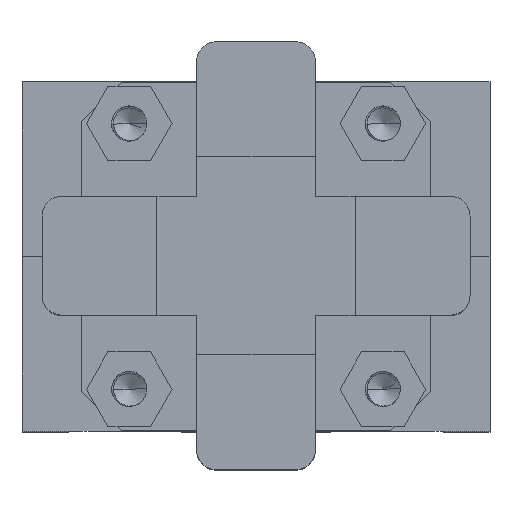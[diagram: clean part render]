
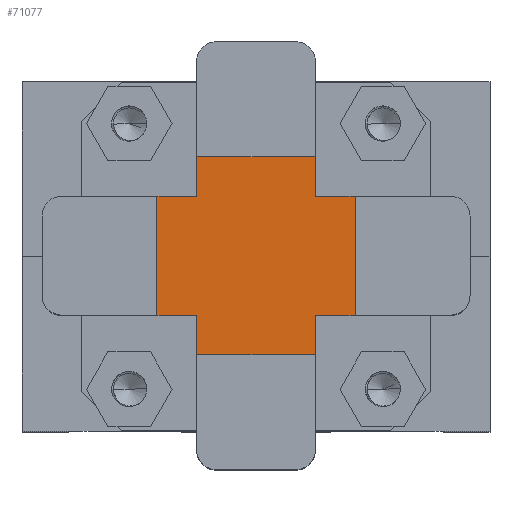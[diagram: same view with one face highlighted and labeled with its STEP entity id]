
A CAD part, top view. The second image highlights one B-rep face of the part: STEP entity #71077.
In plain terms, the highlighted planar face has unit normal (0, 0, 1).
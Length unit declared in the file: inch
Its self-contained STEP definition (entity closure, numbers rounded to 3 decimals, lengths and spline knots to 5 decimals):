
#373 = EDGE_CURVE ( 'NONE', #49904, #7398, #899, .T. ) ;
#899 = LINE ( 'NONE', #58802, #88959 ) ;
#2067 = EDGE_CURVE ( 'NONE', #55118, #26767, #38205, .T. ) ;
#5861 = EDGE_CURVE ( 'NONE', #93913, #101372, #37272, .T. ) ;
#6317 = CARTESIAN_POINT ( 'NONE',  ( -0.139, 0.12968, 2.95165 ) ) ;
#6702 = ORIENTED_EDGE ( 'NONE', *, *, #2067, .F. ) ;
#6907 = ORIENTED_EDGE ( 'NONE', *, *, #26838, .F. ) ;
#6951 = VERTEX_POINT ( 'NONE', #73130 ) ;
#7175 = FACE_OUTER_BOUND ( 'NONE', #75675, .T. ) ;
#7398 = VERTEX_POINT ( 'NONE', #55877 ) ;
#8304 = ORIENTED_EDGE ( 'NONE', *, *, #66432, .T. ) ;
#9557 = EDGE_CURVE ( 'NONE', #11841, #54725, #59887, .T. ) ;
#10123 = DIRECTION ( 'NONE',  ( 0., 1., 0. ) ) ;
#10279 = CARTESIAN_POINT ( 'NONE',  ( -0.439, -0.37032, 2.95165 ) ) ;
#11841 = VERTEX_POINT ( 'NONE', #104417 ) ;
#13667 = VECTOR ( 'NONE', #97094, 39.37008 ) ;
#14876 = DIRECTION ( 'NONE',  ( 1., 0., 0. ) ) ;
#15971 = VECTOR ( 'NONE', #84189, 39.37008 ) ;
#16617 = ORIENTED_EDGE ( 'NONE', *, *, #62568, .F. ) ;
#17222 = VECTOR ( 'NONE', #86530, 39.37008 ) ;
#18985 = CARTESIAN_POINT ( 'NONE',  ( -0.039, 0.02968, 2.95165 ) ) ;
#19801 = CARTESIAN_POINT ( 'NONE',  ( -0.439, -0.37032, 2.95165 ) ) ;
#22060 = EDGE_CURVE ( 'NONE', #6951, #7398, #45352, .T. ) ;
#23336 = VECTOR ( 'NONE', #47414, 39.37008 ) ;
#23841 = VECTOR ( 'NONE', #94998, 39.37008 ) ;
#26767 = VERTEX_POINT ( 'NONE', #56333 ) ;
#26838 = EDGE_CURVE ( 'NONE', #6951, #101372, #43748, .T. ) ;
#31759 = VECTOR ( 'NONE', #14876, 39.37008 ) ;
#34093 = VECTOR ( 'NONE', #69659, 39.37008 ) ;
#35707 = CARTESIAN_POINT ( 'NONE',  ( -0.039, -0.27032, 2.95165 ) ) ;
#36761 = DIRECTION ( 'NONE',  ( 1., 0., 0. ) ) ;
#37272 = LINE ( 'NONE', #87519, #23841 ) ;
#38205 = LINE ( 'NONE', #74159, #58288 ) ;
#40078 = ORIENTED_EDGE ( 'NONE', *, *, #22060, .T. ) ;
#40280 = CARTESIAN_POINT ( 'NONE',  ( -0.539, 0.02968, 2.95165 ) ) ;
#41771 = ORIENTED_EDGE ( 'NONE', *, *, #5861, .T. ) ;
#43748 = LINE ( 'NONE', #91279, #63830 ) ;
#45211 = ORIENTED_EDGE ( 'NONE', *, *, #91708, .T. ) ;
#45352 = LINE ( 'NONE', #66727, #15971 ) ;
#45881 = VERTEX_POINT ( 'NONE', #18985 ) ;
#47414 = DIRECTION ( 'NONE',  ( 0., -1., 0. ) ) ;
#47721 = DIRECTION ( 'NONE',  ( -1., 0., 0. ) ) ;
#48163 = EDGE_CURVE ( 'NONE', #11841, #49904, #101637, .T. ) ;
#49904 = VERTEX_POINT ( 'NONE', #40280 ) ;
#50055 = ORIENTED_EDGE ( 'NONE', *, *, #64046, .F. ) ;
#50131 = EDGE_CURVE ( 'NONE', #45881, #55118, #108887, .T. ) ;
#54725 = VERTEX_POINT ( 'NONE', #107101 ) ;
#55118 = VERTEX_POINT ( 'NONE', #70755 ) ;
#55877 = CARTESIAN_POINT ( 'NONE',  ( -0.439, 0.02968, 2.95165 ) ) ;
#56333 = CARTESIAN_POINT ( 'NONE',  ( -0.139, -0.27032, 2.95165 ) ) ;
#57094 = CARTESIAN_POINT ( 'NONE',  ( -0.139, -0.37032, 2.95165 ) ) ;
#58288 = VECTOR ( 'NONE', #47721, 39.37008 ) ;
#58802 = CARTESIAN_POINT ( 'NONE',  ( -0.539, 0.02968, 2.95165 ) ) ;
#59887 = LINE ( 'NONE', #100034, #31759 ) ;
#61850 = DIRECTION ( 'NONE',  ( 0., 0., 1. ) ) ;
#62568 = EDGE_CURVE ( 'NONE', #96840, #54725, #82174, .T. ) ;
#62948 = CARTESIAN_POINT ( 'NONE',  ( -0.289, -0.12032, 2.95165 ) ) ;
#63830 = VECTOR ( 'NONE', #81605, 39.37008 ) ;
#64046 = EDGE_CURVE ( 'NONE', #102841, #96840, #87076, .T. ) ;
#66188 = VECTOR ( 'NONE', #77781, 39.37008 ) ;
#66432 = EDGE_CURVE ( 'NONE', #45881, #93913, #87540, .T. ) ;
#66727 = CARTESIAN_POINT ( 'NONE',  ( -0.439, -0.27032, 2.95165 ) ) ;
#68276 = VECTOR ( 'NONE', #10123, 39.37008 ) ;
#69659 = DIRECTION ( 'NONE',  ( -1., 0., 0. ) ) ;
#70755 = CARTESIAN_POINT ( 'NONE',  ( -0.039, -0.27032, 2.95165 ) ) ;
#71077 = ADVANCED_FACE ( 'NONE', ( #7175 ), #104740, .T. ) ;
#73130 = CARTESIAN_POINT ( 'NONE',  ( -0.439, 0.12968, 2.95165 ) ) ;
#74116 = ORIENTED_EDGE ( 'NONE', *, *, #9557, .T. ) ;
#74159 = CARTESIAN_POINT ( 'NONE',  ( -0.039, -0.27032, 2.95165 ) ) ;
#74177 = ORIENTED_EDGE ( 'NONE', *, *, #48163, .F. ) ;
#75675 = EDGE_LOOP ( 'NONE', ( #40078, #99290, #74177, #74116, #16617, #50055, #45211, #6702, #96986, #8304, #41771, #6907 ) ) ;
#76601 = DIRECTION ( 'NONE',  ( 1., 0., 0. ) ) ;
#77606 = CARTESIAN_POINT ( 'NONE',  ( -0.539, 0.02968, 2.95165 ) ) ;
#77781 = DIRECTION ( 'NONE',  ( 0., 1., 0. ) ) ;
#81605 = DIRECTION ( 'NONE',  ( 1., 0., 0. ) ) ;
#82174 = LINE ( 'NONE', #10279, #66188 ) ;
#84189 = DIRECTION ( 'NONE',  ( 0., -1., 0. ) ) ;
#85261 = CARTESIAN_POINT ( 'NONE',  ( -0.439, -0.37032, 2.95165 ) ) ;
#85930 = CARTESIAN_POINT ( 'NONE',  ( -0.139, 0.02968, 2.95165 ) ) ;
#86530 = DIRECTION ( 'NONE',  ( 0., 1., 0. ) ) ;
#86757 = CARTESIAN_POINT ( 'NONE',  ( -0.039, 0.02968, 2.95165 ) ) ;
#87076 = LINE ( 'NONE', #19801, #13667 ) ;
#87519 = CARTESIAN_POINT ( 'NONE',  ( -0.139, -0.27032, 2.95165 ) ) ;
#87540 = LINE ( 'NONE', #86757, #34093 ) ;
#87980 = LINE ( 'NONE', #95497, #17222 ) ;
#88959 = VECTOR ( 'NONE', #76601, 39.37008 ) ;
#91279 = CARTESIAN_POINT ( 'NONE',  ( -0.139, 0.12968, 2.95165 ) ) ;
#91708 = EDGE_CURVE ( 'NONE', #102841, #26767, #87980, .T. ) ;
#93913 = VERTEX_POINT ( 'NONE', #85930 ) ;
#94998 = DIRECTION ( 'NONE',  ( 0., 1., 0. ) ) ;
#95497 = CARTESIAN_POINT ( 'NONE',  ( -0.139, -0.27032, 2.95165 ) ) ;
#96840 = VERTEX_POINT ( 'NONE', #85261 ) ;
#96986 = ORIENTED_EDGE ( 'NONE', *, *, #50131, .F. ) ;
#97094 = DIRECTION ( 'NONE',  ( -1., 0., 0. ) ) ;
#99290 = ORIENTED_EDGE ( 'NONE', *, *, #373, .F. ) ;
#99496 = AXIS2_PLACEMENT_3D ( 'NONE', #62948, #61850, #36761 ) ;
#100034 = CARTESIAN_POINT ( 'NONE',  ( -0.139, -0.27032, 2.95165 ) ) ;
#101372 = VERTEX_POINT ( 'NONE', #6317 ) ;
#101637 = LINE ( 'NONE', #77606, #68276 ) ;
#102841 = VERTEX_POINT ( 'NONE', #57094 ) ;
#104417 = CARTESIAN_POINT ( 'NONE',  ( -0.539, -0.27032, 2.95165 ) ) ;
#104740 = PLANE ( 'NONE',  #99496 ) ;
#107101 = CARTESIAN_POINT ( 'NONE',  ( -0.439, -0.27032, 2.95165 ) ) ;
#108887 = LINE ( 'NONE', #35707, #23336 ) ;
